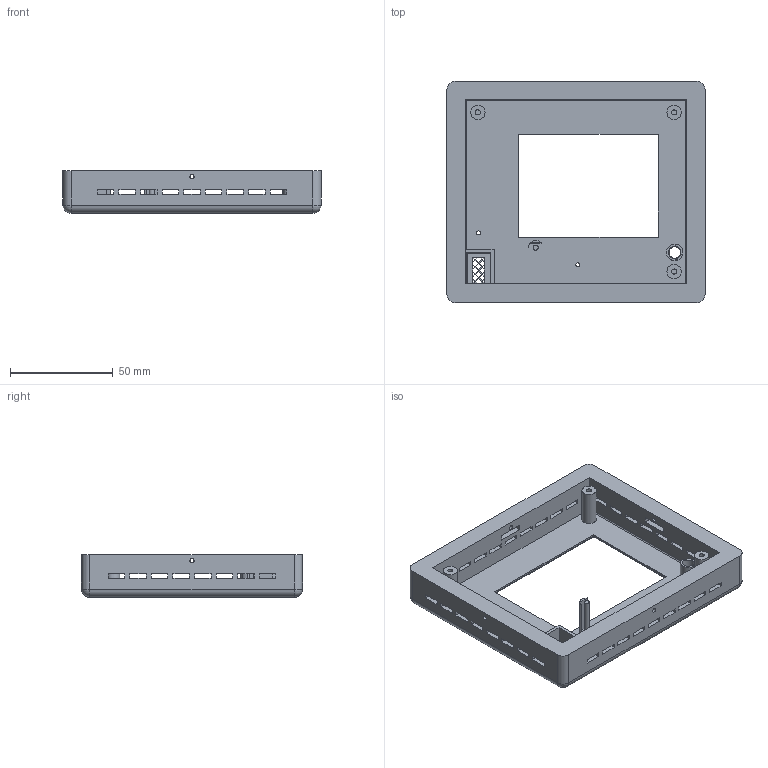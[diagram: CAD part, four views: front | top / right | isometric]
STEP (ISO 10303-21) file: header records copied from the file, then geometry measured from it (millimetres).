
FILE_DESCRIPTION(('FreeCAD Model'),'2;1');
FILE_NAME('Open CASCADE Shape Model','2025-12-28T08:24:47',('FreeCAD'),( 'FreeCAD'),'Open CASCADE STEP processor 7.5','FreeCAD','Unknown');
FILE_SCHEMA(('AUTOMOTIVE_DESIGN { 1 0 10303 214 1 1 1 1 }'));
Length unit declared in the file: millimetre
Products named in the file (1): Open CASCADE STEP translator 7.5 1
Bounding box: 125.49 x 107.44 x 20.7 mm (x, y, z)
Volume: 86544.6 mm3; surface area: 45291.9 mm2
Topology: 2 solids, 2 shells, 583 faces, 1466 edges, 850 vertices
Faces by surface type: plane 542, cylinder 37, sphere 4
Full cylindrical faces by diameter (mm): 2 x6, 2.5 x4, 5.5 x1, 6 x1, 7 x3, 8 x1
Entity records: 34999 total; most frequent: CARTESIAN_POINT 6876, DIRECTION 4657, LINE 3295, VECTOR 3295, ORIENTED_EDGE 2924, PCURVE 2924, DEFINITIONAL_REPRESENTATION 2924, EDGE_CURVE 1462
